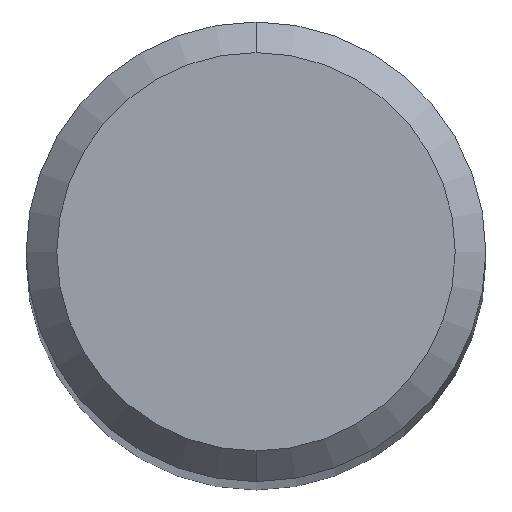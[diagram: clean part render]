
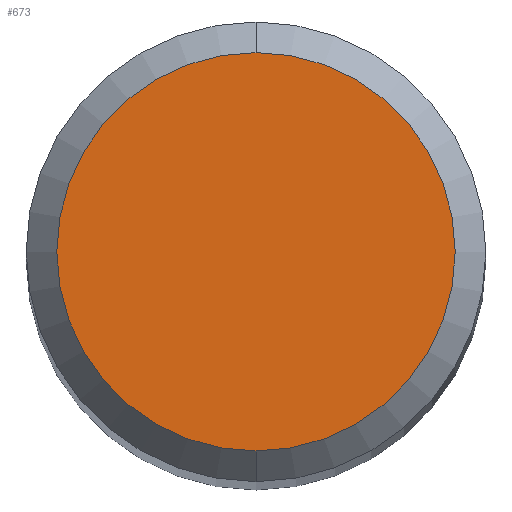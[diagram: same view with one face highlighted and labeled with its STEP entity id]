
A CAD part, top view. The second image highlights one B-rep face of the part: STEP entity #673.
In plain terms, the highlighted planar face has unit normal (0, 0, 1).
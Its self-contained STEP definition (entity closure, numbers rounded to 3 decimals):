
#415=VERTEX_POINT('',#997);
#463=EDGE_CURVE('',#415,#647,#1048,.T.);
#647=VERTEX_POINT('',#1251);
#673=ADVANCED_FACE('',(#1281),#1282,.T.);
#865=EDGE_CURVE('',#647,#415,#1491,.T.);
#997=CARTESIAN_POINT('',(0.0,2.6,0.0));
#1048=CIRCLE('',#2397,2.6);
#1251=CARTESIAN_POINT('',(0.,-2.6,0.0));
#1281=FACE_OUTER_BOUND('',#3250,.T.);
#1282=PLANE('',#3251);
#1491=CIRCLE('',#4287,2.6);
#2397=AXIS2_PLACEMENT_3D('',#4442,#4443,#4444);
#3250=EDGE_LOOP('',(#4772,#4773));
#3251=AXIS2_PLACEMENT_3D('',#4774,#4775,#4776);
#4287=AXIS2_PLACEMENT_3D('',#5010,#5011,#5012);
#4442=CARTESIAN_POINT('',(0.0,0.0,0.0));
#4443=DIRECTION('',(0.0,0.0,-1.0));
#4444=DIRECTION('',(0.0,1.0,0.0));
#4772=ORIENTED_EDGE('',*,*,#463,.F.);
#4773=ORIENTED_EDGE('',*,*,#865,.F.);
#4774=CARTESIAN_POINT('',(0.0,1.3,0.0));
#4775=DIRECTION('',(-0.0,0.0,1.0));
#4776=DIRECTION('',(0.0,-1.0,0.0));
#5010=CARTESIAN_POINT('',(0.0,0.0,0.0));
#5011=DIRECTION('',(0.0,0.0,-1.0));
#5012=DIRECTION('',(0.0,1.0,0.0));
